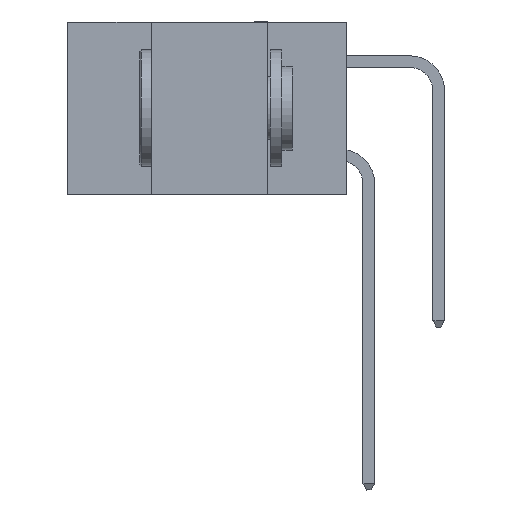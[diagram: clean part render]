
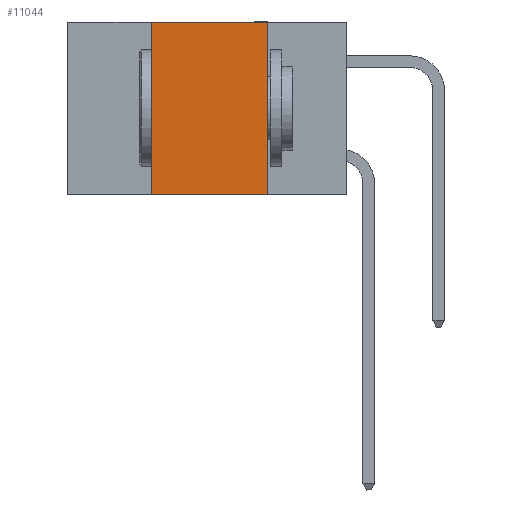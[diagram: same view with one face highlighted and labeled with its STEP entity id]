
A CAD part, left-side view. The second image highlights one B-rep face of the part: STEP entity #11044.
In plain terms, the highlighted planar face has unit normal (-1, 0, 0).
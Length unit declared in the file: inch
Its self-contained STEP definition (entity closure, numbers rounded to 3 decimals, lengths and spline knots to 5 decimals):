
#68 = DIRECTION ( 'NONE',  ( 0., 0., 1. ) ) ;
#681 = CARTESIAN_POINT ( 'NONE',  ( 0., 0.17, 0. ) ) ;
#800 = ORIENTED_EDGE ( 'NONE', *, *, #14148, .T. ) ;
#1521 = DIRECTION ( 'NONE',  ( 1., 0., 0. ) ) ;
#2147 = VERTEX_POINT ( 'NONE', #4972 ) ;
#2276 = LINE ( 'NONE', #681, #11602 ) ;
#2617 = DIRECTION ( 'NONE',  ( 0., 0., -1. ) ) ;
#4972 = CARTESIAN_POINT ( 'NONE',  ( 0., 0.17, 0. ) ) ;
#5375 = DIRECTION ( 'NONE',  ( 0., -1., 0. ) ) ;
#5428 = LINE ( 'NONE', #21303, #14106 ) ;
#5443 = CARTESIAN_POINT ( 'NONE',  ( 0., 0.42, 0. ) ) ;
#6518 = EDGE_CURVE ( 'NONE', #14592, #23504, #22366, .T. ) ;
#8183 = EDGE_LOOP ( 'NONE', ( #22949, #20632, #15909, #800 ) ) ;
#8519 = VECTOR ( 'NONE', #68, 39.37008 ) ;
#8980 = PLANE ( 'NONE',  #17331 ) ;
#9563 = CARTESIAN_POINT ( 'NONE',  ( 0., 0.17, -0.37 ) ) ;
#10756 = EDGE_CURVE ( 'NONE', #2147, #22323, #2276, .T. ) ;
#11044 = ADVANCED_FACE ( 'NONE', ( #23350 ), #8980, .F. ) ;
#11602 = VECTOR ( 'NONE', #2617, 39.37008 ) ;
#12705 = CARTESIAN_POINT ( 'NONE',  ( 0., 0.6, 0. ) ) ;
#14106 = VECTOR ( 'NONE', #23040, 39.37008 ) ;
#14148 = EDGE_CURVE ( 'NONE', #14592, #22323, #20748, .T. ) ;
#14547 = DIRECTION ( 'NONE',  ( 0., 0., -1. ) ) ;
#14592 = VERTEX_POINT ( 'NONE', #17563 ) ;
#14607 = CARTESIAN_POINT ( 'NONE',  ( 0., 0.6, -0.37 ) ) ;
#15452 = VECTOR ( 'NONE', #5375, 39.37008 ) ;
#15909 = ORIENTED_EDGE ( 'NONE', *, *, #6518, .F. ) ;
#17331 = AXIS2_PLACEMENT_3D ( 'NONE', #12705, #1521, #14547 ) ;
#17563 = CARTESIAN_POINT ( 'NONE',  ( 0., 0.42, -0.37 ) ) ;
#20261 = CARTESIAN_POINT ( 'NONE',  ( 0., 0.42, 0. ) ) ;
#20632 = ORIENTED_EDGE ( 'NONE', *, *, #21925, .F. ) ;
#20748 = LINE ( 'NONE', #14607, #15452 ) ;
#21303 = CARTESIAN_POINT ( 'NONE',  ( 0., 0.6, 0. ) ) ;
#21925 = EDGE_CURVE ( 'NONE', #23504, #2147, #5428, .T. ) ;
#22323 = VERTEX_POINT ( 'NONE', #9563 ) ;
#22366 = LINE ( 'NONE', #20261, #8519 ) ;
#22949 = ORIENTED_EDGE ( 'NONE', *, *, #10756, .F. ) ;
#23040 = DIRECTION ( 'NONE',  ( 0., -1., 0. ) ) ;
#23350 = FACE_OUTER_BOUND ( 'NONE', #8183, .T. ) ;
#23504 = VERTEX_POINT ( 'NONE', #5443 ) ;
